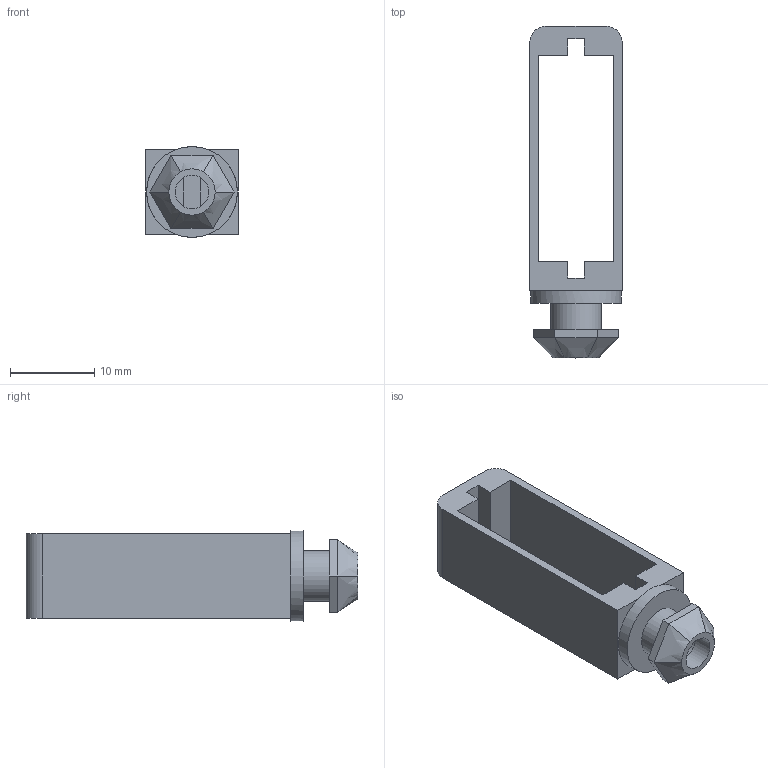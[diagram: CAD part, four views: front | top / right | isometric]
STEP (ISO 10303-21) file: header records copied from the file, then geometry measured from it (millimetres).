
FILE_DESCRIPTION(('FreeCAD Model'),'2;1');
FILE_NAME('Open CASCADE Shape Model','2024-12-08T17:49:14',(''),(''), 'Open CASCADE STEP processor 7.8','FreeCAD','Unknown');
FILE_SCHEMA(('AUTOMOTIVE_DESIGN { 1 0 10303 214 1 1 1 1 }'));
Length unit declared in the file: millimetre
Products named in the file (1): base_antenne
Bounding box: 11 x 39.5 x 10.8 mm (x, y, z)
Volume: 1426.1 mm3; surface area: 2158.3 mm2
Topology: 1 solids, 1 shells, 48 faces, 121 edges, 76 vertices
Faces by surface type: plane 33, cylinder 9, bspline 6
Full cylindrical faces by diameter (mm): 4 x5, 6 x1, 10.8 x1
Entity records: 1517 total; most frequent: CARTESIAN_POINT 342, ORIENTED_EDGE 242, DIRECTION 229, EDGE_CURVE 121, LINE 87, VECTOR 87, VERTEX_POINT 76, AXIS2_PLACEMENT_3D 71
